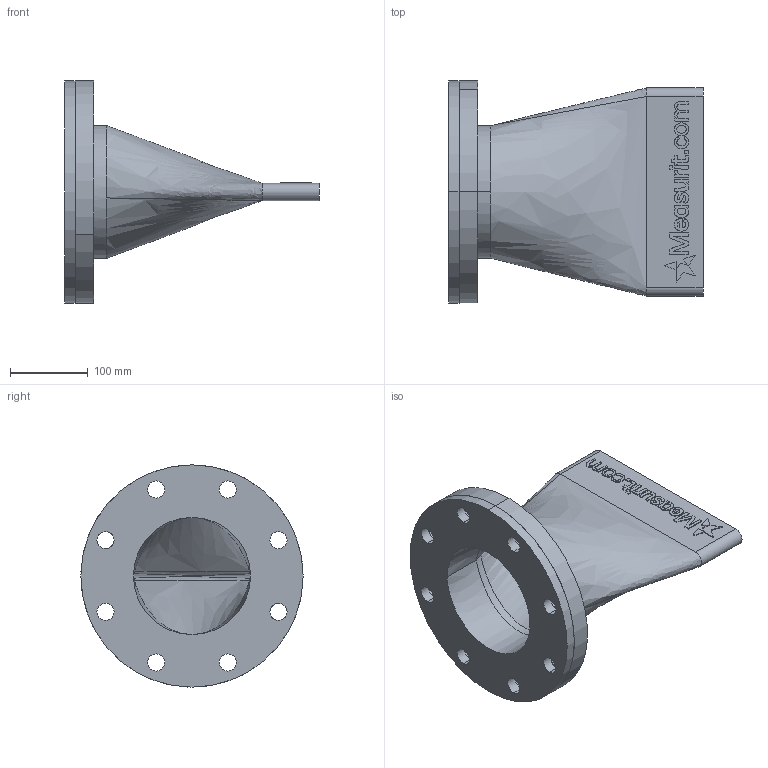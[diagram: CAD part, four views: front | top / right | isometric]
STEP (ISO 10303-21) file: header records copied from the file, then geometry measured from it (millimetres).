
FILE_DESCRIPTION (( 'STEP AP214' ), '1' );
FILE_NAME ('CF-DBF-G3-S0150-NN-316-F.STEP', '2023-02-13T14:24:45', ( '' ), ( '' ), 'SwSTEP 2.0', 'SolidWorks 2022', '' );
FILE_SCHEMA (( 'AUTOMOTIVE_DESIGN' ));
Length unit declared in the file: millimetre
Products named in the file (3): Split ring 150; CF-DBF-G3-S0150-NN-316-F
Assembly tree (2 placements, depth 2):
  CF-DBF-G3-S0150-NN-316-F
    CF-DBF-G3-S0150-NN-316-F
    Split ring 150
Bounding box: 326 x 285 x 285 mm (x, y, z)
Volume: 2748690.6 mm3; surface area: 553023.2 mm2
Topology: 2 solids, 2 shells, 634 faces, 2023 edges, 1405 vertices
Faces by surface type: plane 579, cylinder 43, bspline 12
Entity records: 31348 total; most frequent: CARTESIAN_POINT 6887, ORIENTED_EDGE 4046, DIRECTION 3363, EDGE_CURVE 2023, VECTOR 1897, LINE 1897, VERTEX_POINT 1405, AXIS2_PLACEMENT_3D 733
